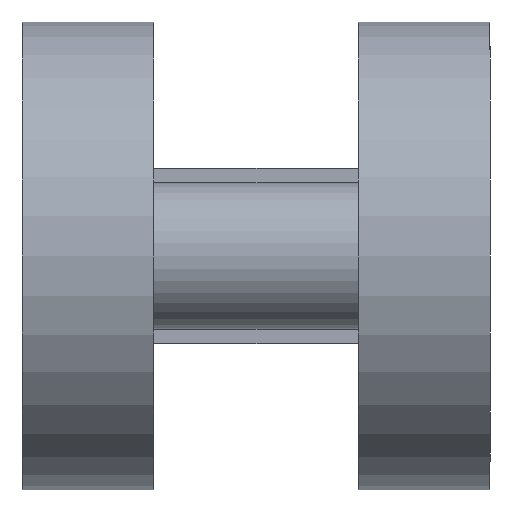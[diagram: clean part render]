
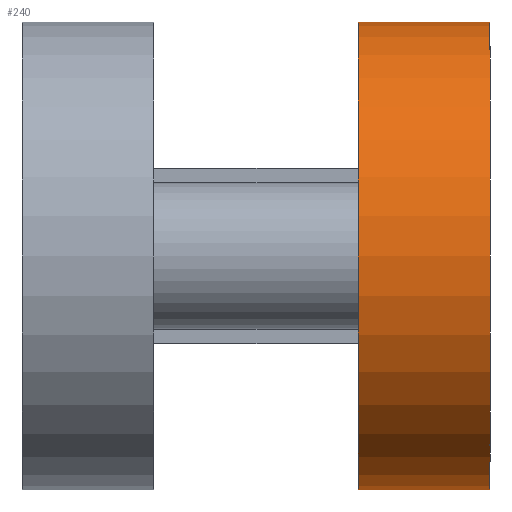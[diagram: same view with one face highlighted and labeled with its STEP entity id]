
A CAD part, front view. The second image highlights one B-rep face of the part: STEP entity #240.
In plain terms, the highlighted cylindrical face has radius 8 mm (diameter 16 mm), a partial arc.
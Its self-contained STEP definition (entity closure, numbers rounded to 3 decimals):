
#28=FACE_OUTER_BOUND('',#41,.T.);
#41=EDGE_LOOP('',(#174,#175,#176,#177));
#56=LINE('',#368,#83);
#57=LINE('',#372,#84);
#83=VECTOR('',#302,10.);
#84=VECTOR('',#305,10.);
#111=CIRCLE('',#276,8.);
#112=CIRCLE('',#277,8.);
#117=VERTEX_POINT('',#366);
#118=VERTEX_POINT('',#367);
#119=VERTEX_POINT('',#369);
#120=VERTEX_POINT('',#371);
#140=EDGE_CURVE('',#117,#118,#56,.T.);
#141=EDGE_CURVE('',#117,#119,#111,.T.);
#142=EDGE_CURVE('',#120,#119,#57,.T.);
#143=EDGE_CURVE('',#120,#118,#112,.T.);
#174=ORIENTED_EDGE('',*,*,#140,.F.);
#175=ORIENTED_EDGE('',*,*,#141,.T.);
#176=ORIENTED_EDGE('',*,*,#142,.F.);
#177=ORIENTED_EDGE('',*,*,#143,.T.);
#237=CYLINDRICAL_SURFACE('',#275,8.);
#240=ADVANCED_FACE('',(#28),#237,.T.);
#275=AXIS2_PLACEMENT_3D('',#365,#300,#301);
#276=AXIS2_PLACEMENT_3D('',#370,#303,#304);
#277=AXIS2_PLACEMENT_3D('',#373,#306,#307);
#300=DIRECTION('center_axis',(1.,0.,0.));
#301=DIRECTION('ref_axis',(0.,-1.,0.));
#302=DIRECTION('',(1.,0.,0.));
#303=DIRECTION('center_axis',(1.,0.,0.));
#304=DIRECTION('ref_axis',(0.,0.,1.));
#305=DIRECTION('',(-1.,0.,0.));
#306=DIRECTION('center_axis',(-1.,0.,0.));
#307=DIRECTION('ref_axis',(0.,0.,1.));
#365=CARTESIAN_POINT('Origin',(16.,-25.,0.));
#366=CARTESIAN_POINT('',(11.5,-17.584,3.));
#367=CARTESIAN_POINT('',(16.,-17.584,3.));
#368=CARTESIAN_POINT('',(16.,-17.584,3.));
#369=CARTESIAN_POINT('',(11.5,-17.584,-3.));
#370=CARTESIAN_POINT('Origin',(11.5,-25.,0.));
#371=CARTESIAN_POINT('',(16.,-17.584,-3.));
#372=CARTESIAN_POINT('',(16.,-17.584,-3.));
#373=CARTESIAN_POINT('Origin',(16.,-25.,0.));
